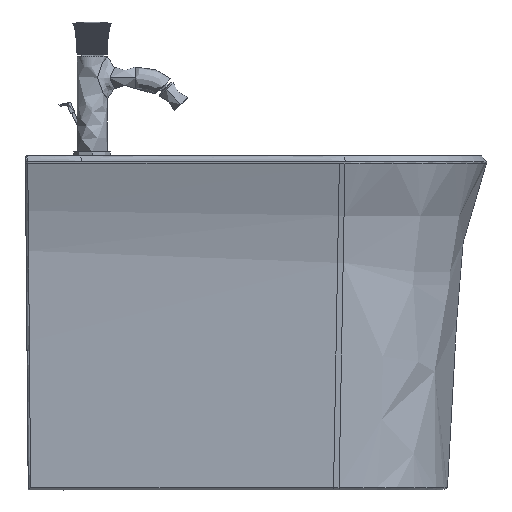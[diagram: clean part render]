
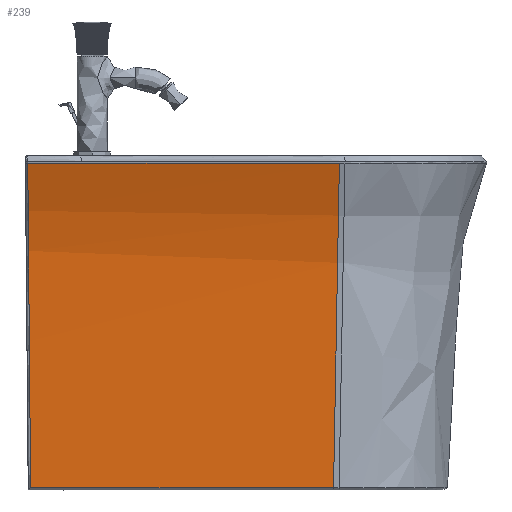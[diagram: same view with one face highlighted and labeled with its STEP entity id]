
A CAD part, left-side view. The second image highlights one B-rep face of the part: STEP entity #239.
In plain terms, the highlighted free-form (B-spline) face has degree [1, 5] with [2, 15] control points.
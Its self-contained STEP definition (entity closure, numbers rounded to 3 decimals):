
#239=ADVANCED_FACE('',(#2124),#27720,.T.);
#2124=FACE_OUTER_BOUND('',#4015,.T.);
#4015=EDGE_LOOP('',(#6690,#6691,#6692,#6693));
#6690=ORIENTED_EDGE('',*,*,#15117,.F.);
#6691=ORIENTED_EDGE('',*,*,#15121,.F.);
#6692=ORIENTED_EDGE('',*,*,#15118,.F.);
#6693=ORIENTED_EDGE('',*,*,#15270,.F.);
#15117=EDGE_CURVE('',#23835,#23841,#20557,.T.);
#15118=EDGE_CURVE('',#23842,#23843,#20558,.T.);
#15121=EDGE_CURVE('',#23843,#23835,#20561,.T.);
#15270=EDGE_CURVE('',#23841,#23842,#20682,.T.);
#20557=B_SPLINE_CURVE_WITH_KNOTS('',1,(#65516,#65517),.UNSPECIFIED.,.F.,
 .F.,(2,2),(-119.187,261.589),.UNSPECIFIED.);
#20558=B_SPLINE_CURVE_WITH_KNOTS('',1,(#65518,#65519),.UNSPECIFIED.,.F.,
 .F.,(2,2),(-160.26,225.241),.UNSPECIFIED.);
#20561=B_SPLINE_CURVE_WITH_KNOTS('',5,(#65537,#65538,#65539,#65540,#65541,
#65542,#65543,#65544,#65545,#65546,#65547,#65548,#65549,#65550,#65551),
 .UNSPECIFIED.,.F.,.F.,(6,3,3,3,6),(-415.237,-274.845,-266.144,
-258.023,-2.7),.UNSPECIFIED.);
#20682=B_SPLINE_CURVE_WITH_KNOTS('',3,(#67141,#67142,#67143,#67144,#67145,
#67146,#67147,#67148,#67149,#67150,#67151,#67152,#67153,#67154,#67155,#67156,
#67157,#67158,#67159,#67160),.UNSPECIFIED.,.F.,.F.,(4,2,2,2,2,2,2,2,2,4),
(107.613,399.111,471.985,481.094,490.203,
508.422,544.859,617.734,654.171,690.608),
 .UNSPECIFIED.);
#23835=VERTEX_POINT('',#60428);
#23841=VERTEX_POINT('',#60434);
#23842=VERTEX_POINT('',#60435);
#23843=VERTEX_POINT('',#60436);
#27720=B_SPLINE_SURFACE_WITH_KNOTS('',1,5,((#46414,#46415,#46416,#46417,
#46418,#46419,#46420,#46421,#46422,#46423,#46424,#46425,#46426,#46427,#46428),
(#46429,#46430,#46431,#46432,#46433,#46434,#46435,#46436,#46437,#46438,
#46439,#46440,#46441,#46442,#46443)),.UNSPECIFIED.,.F.,.F.,.F.,(2,2),(6,
3,3,3,6),(-231.808,225.241),(0.,258.023,266.144,
274.845,416.29),.UNSPECIFIED.);
#46414=CARTESIAN_POINT('',(-129.431,359.612,-210.456));
#46415=CARTESIAN_POINT('',(-131.367,359.611,-158.892));
#46416=CARTESIAN_POINT('',(-133.303,359.61,-107.328));
#46417=CARTESIAN_POINT('',(-135.275,359.61,-54.8));
#46418=CARTESIAN_POINT('',(-137.234,359.609,-2.607));
#46419=CARTESIAN_POINT('',(-139.232,359.608,50.612));
#46420=CARTESIAN_POINT('',(-139.293,359.608,52.235));
#46421=CARTESIAN_POINT('',(-139.42,359.608,55.594));
#46422=CARTESIAN_POINT('',(-139.545,359.608,58.959));
#46423=CARTESIAN_POINT('',(-139.606,359.608,60.695));
#46424=CARTESIAN_POINT('',(-140.973,359.607,90.715));
#46425=CARTESIAN_POINT('',(-145.975,359.607,120.153));
#46426=CARTESIAN_POINT('',(-153.615,359.606,147.504));
#46427=CARTESIAN_POINT('',(-162.256,359.606,174.462));
#46428=CARTESIAN_POINT('',(-171.931,359.606,201.044));
#46429=CARTESIAN_POINT('',(-124.579,-97.411,-210.456));
#46430=CARTESIAN_POINT('',(-126.505,-98.349,-158.892));
#46431=CARTESIAN_POINT('',(-128.431,-99.287,-107.328));
#46432=CARTESIAN_POINT('',(-130.393,-100.236,-54.8));
#46433=CARTESIAN_POINT('',(-132.342,-101.168,-2.607));
#46434=CARTESIAN_POINT('',(-134.33,-102.099,50.612));
#46435=CARTESIAN_POINT('',(-134.391,-102.128,52.235));
#46436=CARTESIAN_POINT('',(-134.517,-102.187,55.594));
#46437=CARTESIAN_POINT('',(-134.641,-102.245,58.959));
#46438=CARTESIAN_POINT('',(-134.702,-102.276,60.695));
#46439=CARTESIAN_POINT('',(-136.063,-102.8,90.715));
#46440=CARTESIAN_POINT('',(-141.06,-103.325,120.153));
#46441=CARTESIAN_POINT('',(-148.695,-103.826,147.504));
#46442=CARTESIAN_POINT('',(-157.331,-104.326,174.462));
#46443=CARTESIAN_POINT('',(-167.,-104.825,201.044));
#60428=CARTESIAN_POINT('',(-124.68,-97.46,-207.758));
#60434=CARTESIAN_POINT('',(-128.723,283.336,-207.758));
#60435=CARTESIAN_POINT('',(-170.8,286.905,200.055));
#60436=CARTESIAN_POINT('',(-166.641,-104.807,200.055));
#65516=CARTESIAN_POINT('',(-124.68,-97.46,-207.758));
#65517=CARTESIAN_POINT('',(-128.723,283.336,-207.758));
#65518=CARTESIAN_POINT('',(-170.8,286.905,200.055));
#65519=CARTESIAN_POINT('',(-166.641,-104.807,200.055));
#65537=CARTESIAN_POINT('',(-166.641,-104.807,200.055));
#65538=CARTESIAN_POINT('',(-157.074,-104.311,173.66));
#65539=CARTESIAN_POINT('',(-148.525,-103.814,146.893));
#65540=CARTESIAN_POINT('',(-140.99,-103.317,119.74));
#65541=CARTESIAN_POINT('',(-136.054,-102.796,90.504));
#65542=CARTESIAN_POINT('',(-134.702,-102.276,60.695));
#65543=CARTESIAN_POINT('',(-134.641,-102.245,58.959));
#65544=CARTESIAN_POINT('',(-134.517,-102.187,55.594));
#65545=CARTESIAN_POINT('',(-134.391,-102.128,52.235));
#65546=CARTESIAN_POINT('',(-134.33,-102.099,50.612));
#65547=CARTESIAN_POINT('',(-132.363,-101.177,-2.067));
#65548=CARTESIAN_POINT('',(-130.432,-100.255,-53.741));
#65549=CARTESIAN_POINT('',(-128.492,-99.317,-105.679));
#65550=CARTESIAN_POINT('',(-126.586,-98.388,-156.733));
#65551=CARTESIAN_POINT('',(-124.68,-97.46,-207.758));
#67141=CARTESIAN_POINT('',(-128.723,283.336,-207.758));
#67142=CARTESIAN_POINT('',(-131.714,284.03,-128.281));
#67143=CARTESIAN_POINT('',(-133.93,284.544,-69.393));
#67144=CARTESIAN_POINT('',(-137.152,285.291,16.21));
#67145=CARTESIAN_POINT('',(-137.795,285.44,33.281));
#67146=CARTESIAN_POINT('',(-138.523,285.609,52.651));
#67147=CARTESIAN_POINT('',(-138.596,285.626,54.572));
#67148=CARTESIAN_POINT('',(-138.756,285.663,58.864));
#67149=CARTESIAN_POINT('',(-138.834,285.682,60.998));
#67150=CARTESIAN_POINT('',(-139.149,285.738,67.409));
#67151=CARTESIAN_POINT('',(-139.45,285.776,71.676));
#67152=CARTESIAN_POINT('',(-140.607,285.888,84.424));
#67153=CARTESIAN_POINT('',(-141.725,285.963,92.881));
#67154=CARTESIAN_POINT('',(-145.983,286.185,118.115));
#67155=CARTESIAN_POINT('',(-150.022,286.332,134.748));
#67156=CARTESIAN_POINT('',(-157.146,286.549,159.427));
#67157=CARTESIAN_POINT('',(-159.698,286.62,167.61));
#67158=CARTESIAN_POINT('',(-165.064,286.763,183.894));
#67159=CARTESIAN_POINT('',(-167.876,286.834,191.995));
#67160=CARTESIAN_POINT('',(-170.8,286.905,200.055));
